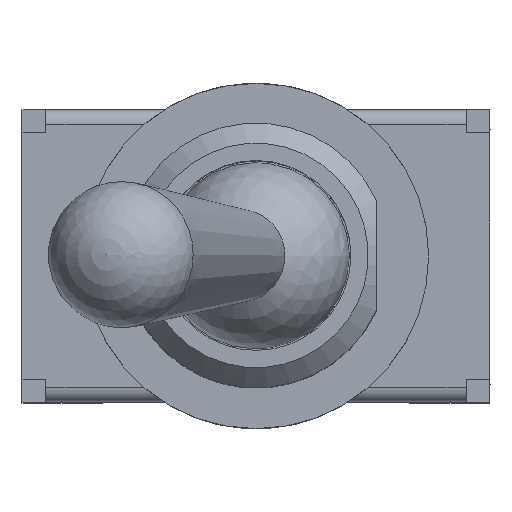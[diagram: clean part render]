
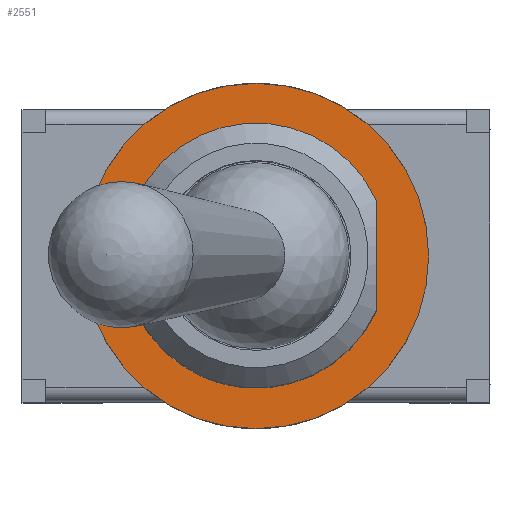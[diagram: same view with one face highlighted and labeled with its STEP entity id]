
A CAD part, top view. The second image highlights one B-rep face of the part: STEP entity #2551.
In plain terms, the highlighted planar face has unit normal (0, 0, 1).
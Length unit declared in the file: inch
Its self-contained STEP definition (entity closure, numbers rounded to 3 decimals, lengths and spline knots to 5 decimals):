
#24=FACE_BOUND('',#349,.T.);
#49=CIRCLE('',#2733,0.09055);
#50=CIRCLE('',#2735,0.11811);
#208=FACE_OUTER_BOUND('',#348,.T.);
#348=EDGE_LOOP('',(#1900));
#349=EDGE_LOOP('',(#1901,#1902));
#515=LINE('',#4188,#799);
#799=VECTOR('',#3069,0.3937);
#1100=VERTEX_POINT('',#4185);
#1101=VERTEX_POINT('',#4187);
#1104=VERTEX_POINT('',#4210);
#1389=EDGE_CURVE('',#1101,#1100,#515,.T.);
#1395=EDGE_CURVE('',#1100,#1101,#49,.T.);
#1396=EDGE_CURVE('',#1104,#1104,#50,.T.);
#1900=ORIENTED_EDGE('',*,*,#1396,.F.);
#1901=ORIENTED_EDGE('',*,*,#1389,.T.);
#1902=ORIENTED_EDGE('',*,*,#1395,.T.);
#2426=PLANE('',#2734);
#2551=ADVANCED_FACE('',(#208,#24),#2426,.F.);
#2733=AXIS2_PLACEMENT_3D('',#4208,#3078,#3079);
#2734=AXIS2_PLACEMENT_3D('',#4209,#3080,#3081);
#2735=AXIS2_PLACEMENT_3D('',#4211,#3082,#3083);
#3069=DIRECTION('',(0.,-1.,0.));
#3078=DIRECTION('center_axis',(0.,0.,
-1.));
#3079=DIRECTION('ref_axis',(-0.909,-0.417,0.));
#3080=DIRECTION('center_axis',(0.,0.,
-1.));
#3081=DIRECTION('ref_axis',(-1.,0.,0.));
#3082=DIRECTION('center_axis',(0.,0.,
-1.));
#3083=DIRECTION('ref_axis',(-1.,0.,0.));
#4185=CARTESIAN_POINT('',(0.08228,-0.0378,0.30866));
#4187=CARTESIAN_POINT('',(0.08228,0.0378,0.30866));
#4188=CARTESIAN_POINT('',(0.08228,0.0189,0.30866));
#4208=CARTESIAN_POINT('Origin',(0.,0.,
0.30866));
#4209=CARTESIAN_POINT('Origin',(0.,0.,
0.30866));
#4210=CARTESIAN_POINT('',(0.11811,0.,0.30866));
#4211=CARTESIAN_POINT('Origin',(0.,0.,
0.30866));
